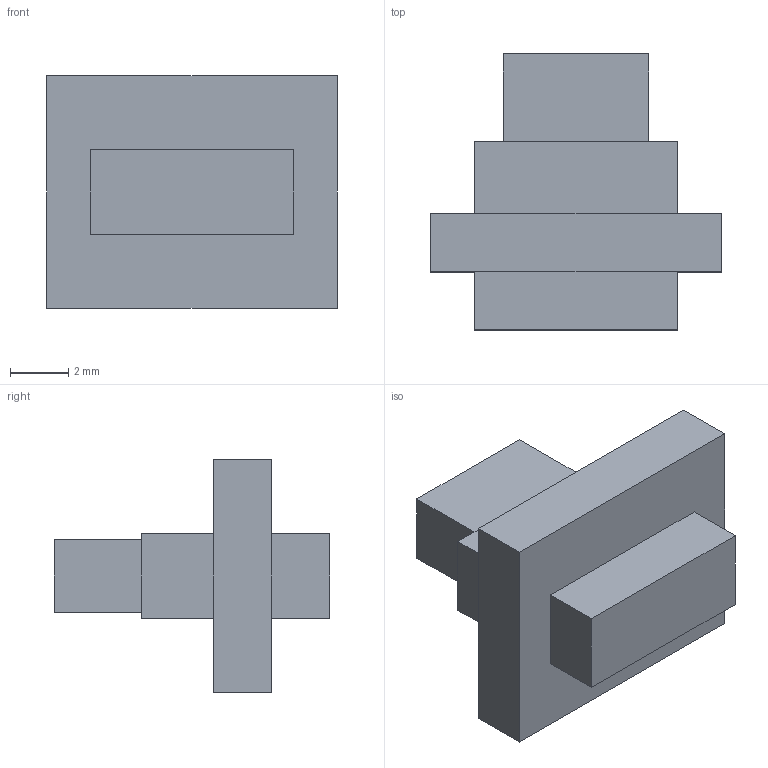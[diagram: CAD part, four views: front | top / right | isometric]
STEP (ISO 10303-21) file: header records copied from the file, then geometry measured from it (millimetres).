
FILE_DESCRIPTION(/* description */ (''),/* implementation_level */ '2;1');
FILE_NAME(/* name */ 'f5cbf12d-a3be-4cd1-866b-44f20770e98a.stp',/* time_stamp */ '2023-04-17T20:38:11Z',/* author */ (''),/* organization */ (''),/* preprocessor_version */ 'ST-DEVELOPER v19.2',/* originating_system */ 'Autodesk Translation Framework v12.4.0.73',/* authorisation */ '');
FILE_SCHEMA (('AUTOMOTIVE_DESIGN { 1 0 10303 214 3 1 1 }'));
Length unit declared in the file: millimetre
Products named in the file (1): ButtonTest
Bounding box: 10 x 9.5 x 8 mm (x, y, z)
Volume: 251.8 mm3; surface area: 450.1 mm2
Topology: 1 solids, 2 shells, 32 faces, 72 edges, 48 vertices
Faces by surface type: plane 32
Entity records: 907 total; most frequent: CARTESIAN_POINT 153, ORIENTED_EDGE 144, DIRECTION 138, LINE 72, VECTOR 72, EDGE_CURVE 72, VERTEX_POINT 48, EDGE_LOOP 36
